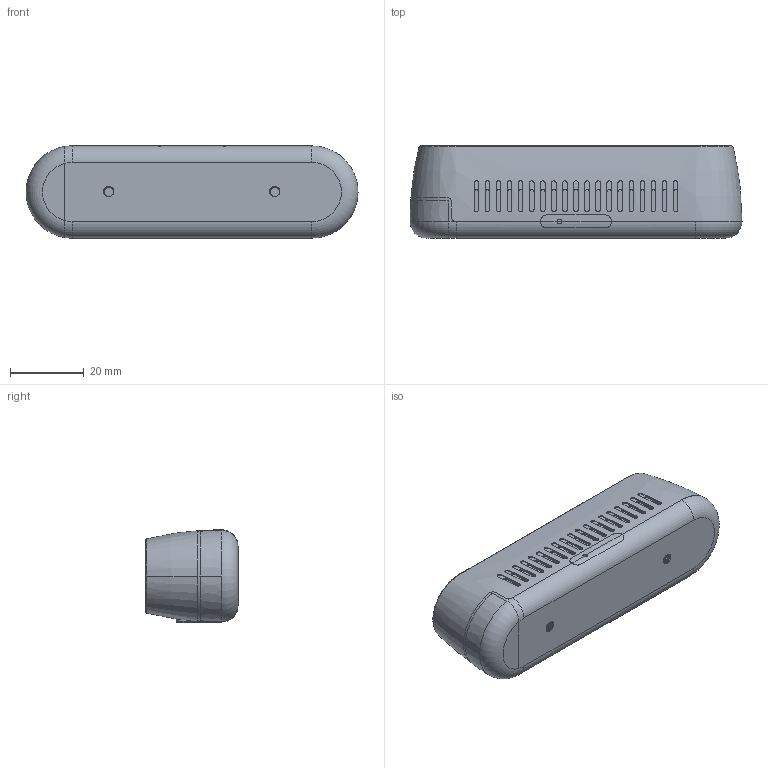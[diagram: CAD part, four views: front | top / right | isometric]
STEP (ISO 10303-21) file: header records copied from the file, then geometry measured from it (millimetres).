
FILE_DESCRIPTION (( 'STEP AP214' ), '1' );
FILE_NAME ('Intel_RealSense_Depth_Camera_D435.STEP', '2020-10-25T05:11:39', ( '' ), ( '' ), 'SwSTEP 2.0', 'SolidWorks 2019', '' );
FILE_SCHEMA (( 'AUTOMOTIVE_DESIGN' ));
Length unit declared in the file: millimetre
Products named in the file (1): Intel_RealSense_Depth_Camera_D435
Bounding box: 90 x 25 x 25 mm (x, y, z)
Volume: 48709.5 mm3; surface area: 14913.1 mm2
Topology: 5 solids, 5 shells, 370 faces, 973 edges, 648 vertices
Faces by surface type: cylinder 169, plane 154, bspline 37, torus 10
Entity records: 19605 total; most frequent: CARTESIAN_POINT 10583, ORIENTED_EDGE 1946, DIRECTION 1518, EDGE_CURVE 973, VERTEX_POINT 648, AXIS2_PLACEMENT_3D 531, LINE 456, VECTOR 456
